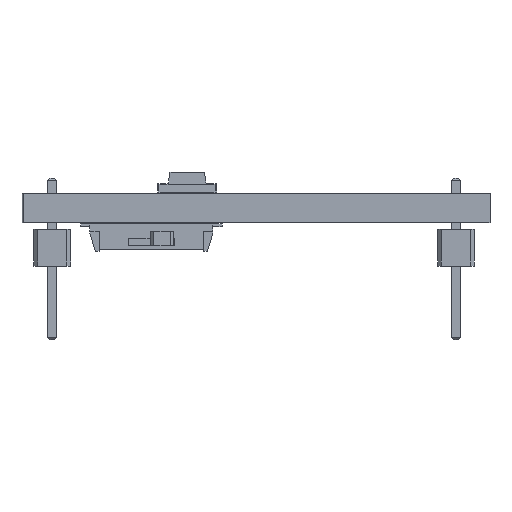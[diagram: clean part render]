
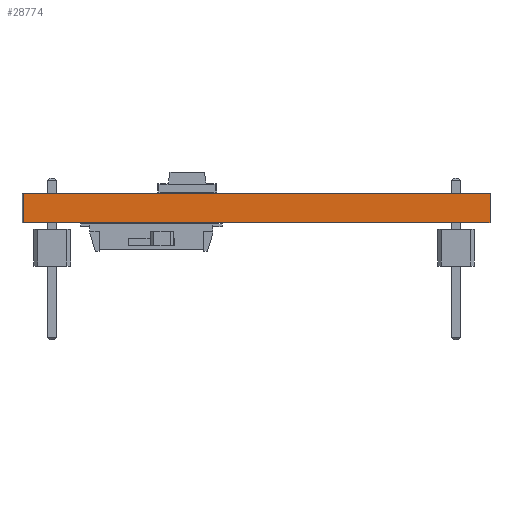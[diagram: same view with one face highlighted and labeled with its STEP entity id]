
A CAD part, front view. The second image highlights one B-rep face of the part: STEP entity #28774.
In plain terms, the highlighted planar face has unit normal (0, -1, 0).
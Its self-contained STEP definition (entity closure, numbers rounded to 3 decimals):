
#28593 = PLANE('',#28594);
#28594 = AXIS2_PLACEMENT_3D('',#28595,#28596,#28597);
#28595 = CARTESIAN_POINT('',(161.201,-96.75,0.));
#28596 = DIRECTION('',(1.,0.002,-0.));
#28597 = DIRECTION('',(0.002,-1.,0.));
#28618 = VERTEX_POINT('',#28619);
#28619 = CARTESIAN_POINT('',(161.25,-122.25,1.6));
#28633 = PLANE('',#28634);
#28634 = AXIS2_PLACEMENT_3D('',#28635,#28636,#28637);
#28635 = CARTESIAN_POINT('',(148.505,-107.686,1.6));
#28636 = DIRECTION('',(-0.,-0.,-1.));
#28637 = DIRECTION('',(-1.,0.,0.));
#28645 = EDGE_CURVE('',#28646,#28618,#28648,.T.);
#28646 = VERTEX_POINT('',#28647);
#28647 = CARTESIAN_POINT('',(161.25,-122.25,0.));
#28648 = SURFACE_CURVE('',#28649,(#28653,#28660),.PCURVE_S1.);
#28649 = LINE('',#28650,#28651);
#28650 = CARTESIAN_POINT('',(161.25,-122.25,0.));
#28651 = VECTOR('',#28652,1.);
#28652 = DIRECTION('',(0.,0.,1.));
#28653 = PCURVE('',#28593,#28654);
#28654 = DEFINITIONAL_REPRESENTATION('',(#28655),#28659);
#28655 = LINE('',#28656,#28657);
#28656 = CARTESIAN_POINT('',(25.5,0.));
#28657 = VECTOR('',#28658,1.);
#28658 = DIRECTION('',(0.,-1.));
#28659 = ( GEOMETRIC_REPRESENTATION_CONTEXT(2) 
PARAMETRIC_REPRESENTATION_CONTEXT() REPRESENTATION_CONTEXT('2D SPACE',''
  ) );
#28660 = PCURVE('',#28661,#28666);
#28661 = PLANE('',#28662);
#28662 = AXIS2_PLACEMENT_3D('',#28663,#28664,#28665);
#28663 = CARTESIAN_POINT('',(161.25,-122.25,0.));
#28664 = DIRECTION('',(0.,-1.,0.));
#28665 = DIRECTION('',(-1.,0.,0.));
#28666 = DEFINITIONAL_REPRESENTATION('',(#28667),#28671);
#28667 = LINE('',#28668,#28669);
#28668 = CARTESIAN_POINT('',(0.,-0.));
#28669 = VECTOR('',#28670,1.);
#28670 = DIRECTION('',(0.,-1.));
#28671 = ( GEOMETRIC_REPRESENTATION_CONTEXT(2) 
PARAMETRIC_REPRESENTATION_CONTEXT() REPRESENTATION_CONTEXT('2D SPACE',''
  ) );
#28687 = PLANE('',#28688);
#28688 = AXIS2_PLACEMENT_3D('',#28689,#28690,#28691);
#28689 = CARTESIAN_POINT('',(148.505,-107.686,0.));
#28690 = DIRECTION('',(-0.,-0.,-1.));
#28691 = DIRECTION('',(-1.,0.,0.));
#28774 = ADVANCED_FACE('',(#28775),#28661,.T.);
#28775 = FACE_BOUND('',#28776,.T.);
#28776 = EDGE_LOOP('',(#28777,#28778,#28801,#28829));
#28777 = ORIENTED_EDGE('',*,*,#28645,.T.);
#28778 = ORIENTED_EDGE('',*,*,#28779,.T.);
#28779 = EDGE_CURVE('',#28618,#28780,#28782,.T.);
#28780 = VERTEX_POINT('',#28781);
#28781 = CARTESIAN_POINT('',(135.85,-122.25,1.6));
#28782 = SURFACE_CURVE('',#28783,(#28787,#28794),.PCURVE_S1.);
#28783 = LINE('',#28784,#28785);
#28784 = CARTESIAN_POINT('',(161.25,-122.25,1.6));
#28785 = VECTOR('',#28786,1.);
#28786 = DIRECTION('',(-1.,0.,0.));
#28787 = PCURVE('',#28661,#28788);
#28788 = DEFINITIONAL_REPRESENTATION('',(#28789),#28793);
#28789 = LINE('',#28790,#28791);
#28790 = CARTESIAN_POINT('',(0.,-1.6));
#28791 = VECTOR('',#28792,1.);
#28792 = DIRECTION('',(1.,0.));
#28793 = ( GEOMETRIC_REPRESENTATION_CONTEXT(2) 
PARAMETRIC_REPRESENTATION_CONTEXT() REPRESENTATION_CONTEXT('2D SPACE',''
  ) );
#28794 = PCURVE('',#28633,#28795);
#28795 = DEFINITIONAL_REPRESENTATION('',(#28796),#28800);
#28796 = LINE('',#28797,#28798);
#28797 = CARTESIAN_POINT('',(-12.745,-14.564));
#28798 = VECTOR('',#28799,1.);
#28799 = DIRECTION('',(1.,0.));
#28800 = ( GEOMETRIC_REPRESENTATION_CONTEXT(2) 
PARAMETRIC_REPRESENTATION_CONTEXT() REPRESENTATION_CONTEXT('2D SPACE',''
  ) );
#28801 = ORIENTED_EDGE('',*,*,#28802,.F.);
#28802 = EDGE_CURVE('',#28803,#28780,#28805,.T.);
#28803 = VERTEX_POINT('',#28804);
#28804 = CARTESIAN_POINT('',(135.85,-122.25,0.));
#28805 = SURFACE_CURVE('',#28806,(#28810,#28817),.PCURVE_S1.);
#28806 = LINE('',#28807,#28808);
#28807 = CARTESIAN_POINT('',(135.85,-122.25,0.));
#28808 = VECTOR('',#28809,1.);
#28809 = DIRECTION('',(0.,0.,1.));
#28810 = PCURVE('',#28661,#28811);
#28811 = DEFINITIONAL_REPRESENTATION('',(#28812),#28816);
#28812 = LINE('',#28813,#28814);
#28813 = CARTESIAN_POINT('',(25.4,0.));
#28814 = VECTOR('',#28815,1.);
#28815 = DIRECTION('',(0.,-1.));
#28816 = ( GEOMETRIC_REPRESENTATION_CONTEXT(2) 
PARAMETRIC_REPRESENTATION_CONTEXT() REPRESENTATION_CONTEXT('2D SPACE',''
  ) );
#28817 = PCURVE('',#28818,#28823);
#28818 = PLANE('',#28819);
#28819 = AXIS2_PLACEMENT_3D('',#28820,#28821,#28822);
#28820 = CARTESIAN_POINT('',(135.85,-122.25,0.));
#28821 = DIRECTION('',(-1.,-0.004,0.));
#28822 = DIRECTION('',(-0.004,1.,0.));
#28823 = DEFINITIONAL_REPRESENTATION('',(#28824),#28828);
#28824 = LINE('',#28825,#28826);
#28825 = CARTESIAN_POINT('',(0.,0.));
#28826 = VECTOR('',#28827,1.);
#28827 = DIRECTION('',(0.,-1.));
#28828 = ( GEOMETRIC_REPRESENTATION_CONTEXT(2) 
PARAMETRIC_REPRESENTATION_CONTEXT() REPRESENTATION_CONTEXT('2D SPACE',''
  ) );
#28829 = ORIENTED_EDGE('',*,*,#28830,.F.);
#28830 = EDGE_CURVE('',#28646,#28803,#28831,.T.);
#28831 = SURFACE_CURVE('',#28832,(#28836,#28843),.PCURVE_S1.);
#28832 = LINE('',#28833,#28834);
#28833 = CARTESIAN_POINT('',(161.25,-122.25,0.));
#28834 = VECTOR('',#28835,1.);
#28835 = DIRECTION('',(-1.,0.,0.));
#28836 = PCURVE('',#28661,#28837);
#28837 = DEFINITIONAL_REPRESENTATION('',(#28838),#28842);
#28838 = LINE('',#28839,#28840);
#28839 = CARTESIAN_POINT('',(0.,-0.));
#28840 = VECTOR('',#28841,1.);
#28841 = DIRECTION('',(1.,0.));
#28842 = ( GEOMETRIC_REPRESENTATION_CONTEXT(2) 
PARAMETRIC_REPRESENTATION_CONTEXT() REPRESENTATION_CONTEXT('2D SPACE',''
  ) );
#28843 = PCURVE('',#28687,#28844);
#28844 = DEFINITIONAL_REPRESENTATION('',(#28845),#28849);
#28845 = LINE('',#28846,#28847);
#28846 = CARTESIAN_POINT('',(-12.745,-14.564));
#28847 = VECTOR('',#28848,1.);
#28848 = DIRECTION('',(1.,0.));
#28849 = ( GEOMETRIC_REPRESENTATION_CONTEXT(2) 
PARAMETRIC_REPRESENTATION_CONTEXT() REPRESENTATION_CONTEXT('2D SPACE',''
  ) );
